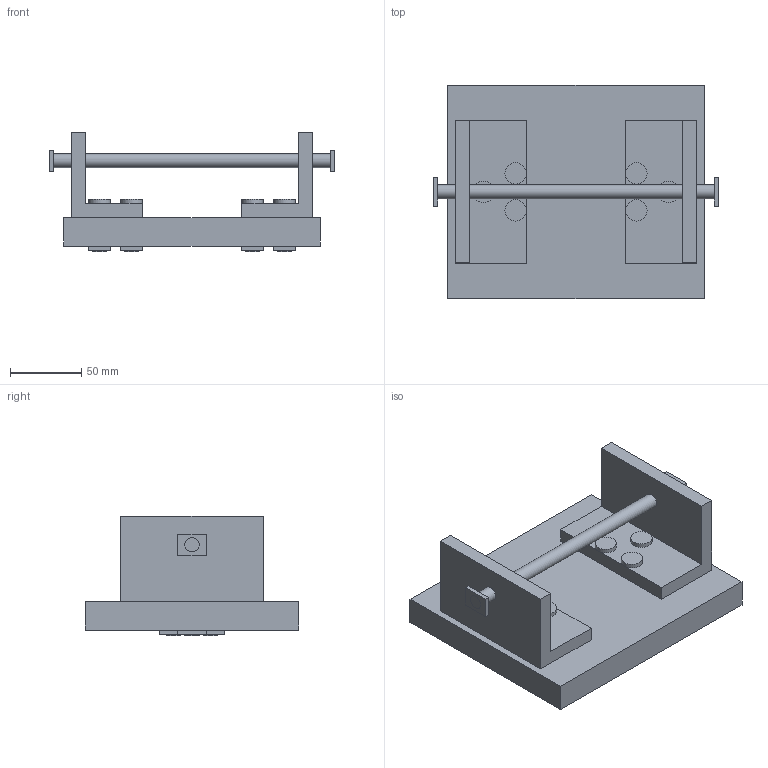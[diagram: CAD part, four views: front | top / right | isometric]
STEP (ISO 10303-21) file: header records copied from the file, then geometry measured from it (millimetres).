
FILE_DESCRIPTION(('Bauteilbeschreibung','HiCAD-Model','HiCAD-STEP-TRANSLATION','Bauteilbeschreibung'),'2;1');
FILE_NAME('AS1HCo.stp','2001-06-28T17:12:59+00:00',('Konstrukteur'),('Konstrukteur Firma GmbH'),'HiCAD2 V1009 STEP 1.2.2001','HiCAD2 V1009','confidential');
FILE_SCHEMA(('AUTOMOTIVE_DESIGN { 1 2 10303 214 0 1 1 1 }'));
Length unit declared in the file: millimetre
Products named in the file (15): AS1_UG; PLATE; LB_ASSEM; L_BRACKET; NBA; BOLT; NUT; NBA0; NBA1; LB0ASSEM; NBA2; NBA3; NBA4; ROD_ASSEM; ROD
Assembly tree (27 placements, depth 4):
  AS1_UG
    PLATE
    LB_ASSEM
      L_BRACKET
      NBA
        BOLT
        NUT
      NBA0
        BOLT
        NUT
      NBA1
        BOLT
        NUT
    LB0ASSEM
      L_BRACKET
      NBA2
        BOLT
        NUT
      NBA3
        BOLT
        NUT
      NBA4
        BOLT
        NUT
    ROD_ASSEM
      ROD
      NUT  x2
Bounding box: 200 x 150 x 84 mm (x, y, z)
Volume: 764518 mm3; surface area: 141079.3 mm2
Topology: 18 solids, 18 shells, 125 faces, 270 edges, 187 vertices
Faces by surface type: plane 90, cylinder 35
Full cylindrical faces by diameter (mm): 10 x29, 15 x6
Entity records: 1948 total; most frequent: DIRECTION 284, CARTESIAN_POINT 239, ORIENTED_EDGE 140, AXIS2_PLACEMENT_3D 121, EDGE_LOOP 76, EDGE_CURVE 70, PROPERTY_DEFINITION 65, REPRESENTATION 61
